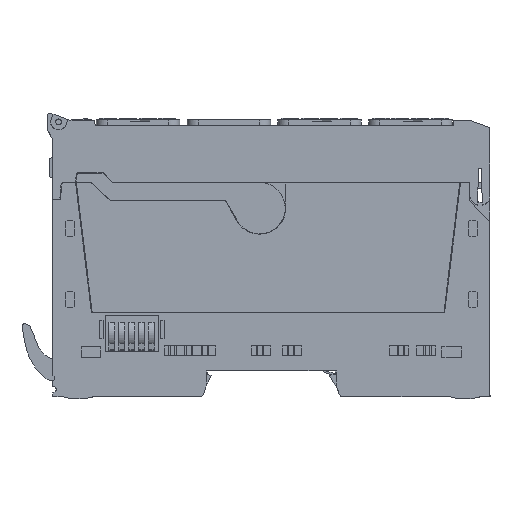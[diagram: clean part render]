
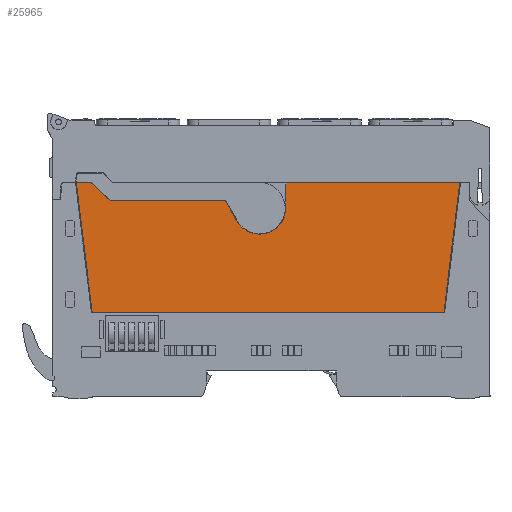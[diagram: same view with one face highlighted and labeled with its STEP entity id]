
A CAD part, left-side view. The second image highlights one B-rep face of the part: STEP entity #25965.
In plain terms, the highlighted planar face has unit normal (-1, 0, 0).
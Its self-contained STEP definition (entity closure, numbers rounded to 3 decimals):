
#3355=AXIS2_PLACEMENT_3D('Plane Axis2P3D',#3352,#3353,#3354) ;
#16158=AXIS2_PLACEMENT_3D('Circle Axis2P3D',#16156,#16157,$) ;
#16203=AXIS2_PLACEMENT_3D('Circle Axis2P3D',#16201,#16202,$) ;
#16268=AXIS2_PLACEMENT_3D('Circle Axis2P3D',#16266,#16267,$) ;
#3352=CARTESIAN_POINT('Axis2P3D Location',(0.,118.817,0.6)) ;
#16008=CARTESIAN_POINT('Vertex',(0.,55.85,52.075)) ;
#16011=CARTESIAN_POINT('Line Origine',(0.,55.85,55.325)) ;
#16015=CARTESIAN_POINT('Vertex',(0.,55.85,58.575)) ;
#16031=CARTESIAN_POINT('Line Origine',(0.,55.6,58.825)) ;
#16035=CARTESIAN_POINT('Vertex',(0.,55.35,59.075)) ;
#16051=CARTESIAN_POINT('Line Origine',(0.,31.799,59.075)) ;
#16055=CARTESIAN_POINT('Vertex',(0.,8.248,59.075)) ;
#16071=CARTESIAN_POINT('Line Origine',(0.,10.421,41.375)) ;
#16075=CARTESIAN_POINT('Vertex',(0.,12.595,23.675)) ;
#16091=CARTESIAN_POINT('Line Origine',(0.,60.65,23.675)) ;
#16095=CARTESIAN_POINT('Vertex',(0.,108.705,23.675)) ;
#16111=CARTESIAN_POINT('Line Origine',(0.,110.879,41.375)) ;
#16115=CARTESIAN_POINT('Vertex',(0.,113.052,59.075)) ;
#16131=CARTESIAN_POINT('Line Origine',(0.,111.224,59.075)) ;
#16135=CARTESIAN_POINT('Vertex',(0.,109.396,59.075)) ;
#16156=CARTESIAN_POINT('Axis2P3D Location',(0.,109.396,58.075)) ;
#16160=CARTESIAN_POINT('Vertex',(0.,108.688,58.782)) ;
#16176=CARTESIAN_POINT('Line Origine',(0.,106.76,56.853)) ;
#16180=CARTESIAN_POINT('Vertex',(0.,104.831,54.924)) ;
#16201=CARTESIAN_POINT('Axis2P3D Location',(0.,102.78,56.975)) ;
#16205=CARTESIAN_POINT('Vertex',(0.,102.78,54.075)) ;
#16221=CARTESIAN_POINT('Line Origine',(0.,87.542,54.075)) ;
#16225=CARTESIAN_POINT('Vertex',(0.,72.303,54.075)) ;
#16241=CARTESIAN_POINT('Line Origine',(0.,70.701,51.3)) ;
#16245=CARTESIAN_POINT('Vertex',(0.,69.099,48.525)) ;
#16266=CARTESIAN_POINT('Axis2P3D Location',(0.,62.95,52.075)) ;
#3353=DIRECTION('Axis2P3D Direction',(1.,0.,0.)) ;
#3354=DIRECTION('Axis2P3D XDirection',(0.,-1.,0.)) ;
#16012=DIRECTION('Vector Direction',(0.,0.,1.)) ;
#16032=DIRECTION('Vector Direction',(0.,-0.707,0.707)) ;
#16052=DIRECTION('Vector Direction',(0.,-1.,0.)) ;
#16072=DIRECTION('Vector Direction',(0.,0.122,-0.993)) ;
#16092=DIRECTION('Vector Direction',(0.,1.,0.)) ;
#16112=DIRECTION('Vector Direction',(0.,0.122,0.993)) ;
#16132=DIRECTION('Vector Direction',(0.,-1.,0.)) ;
#16157=DIRECTION('Axis2P3D Direction',(-1.,0.,0.)) ;
#16177=DIRECTION('Vector Direction',(0.,-0.707,-0.707)) ;
#16202=DIRECTION('Axis2P3D Direction',(-1.,0.,0.)) ;
#16222=DIRECTION('Vector Direction',(0.,-1.,0.)) ;
#16242=DIRECTION('Vector Direction',(0.,-0.5,-0.866)) ;
#16267=DIRECTION('Axis2P3D Direction',(-1.,0.,0.)) ;
#16013=VECTOR('Line Direction',#16012,1.) ;
#16033=VECTOR('Line Direction',#16032,1.) ;
#16053=VECTOR('Line Direction',#16052,1.) ;
#16073=VECTOR('Line Direction',#16072,1.) ;
#16093=VECTOR('Line Direction',#16092,1.) ;
#16113=VECTOR('Line Direction',#16112,1.) ;
#16133=VECTOR('Line Direction',#16132,1.) ;
#16178=VECTOR('Line Direction',#16177,1.) ;
#16223=VECTOR('Line Direction',#16222,1.) ;
#16243=VECTOR('Line Direction',#16242,1.) ;
#25951=ORIENTED_EDGE('',*,*,#16077,.T.) ;
#25952=ORIENTED_EDGE('',*,*,#16057,.T.) ;
#25953=ORIENTED_EDGE('',*,*,#16037,.T.) ;
#25954=ORIENTED_EDGE('',*,*,#16017,.T.) ;
#25955=ORIENTED_EDGE('',*,*,#16270,.T.) ;
#25956=ORIENTED_EDGE('',*,*,#16247,.T.) ;
#25957=ORIENTED_EDGE('',*,*,#16227,.T.) ;
#25958=ORIENTED_EDGE('',*,*,#16207,.T.) ;
#25959=ORIENTED_EDGE('',*,*,#16182,.T.) ;
#25960=ORIENTED_EDGE('',*,*,#16162,.T.) ;
#25961=ORIENTED_EDGE('',*,*,#16137,.T.) ;
#25962=ORIENTED_EDGE('',*,*,#16117,.T.) ;
#25963=ORIENTED_EDGE('',*,*,#16097,.T.) ;
#25965=ADVANCED_FACE('Modul',(#25964),#3356,.F.) ;
#16159=CIRCLE('generated circle',#16158,1.) ;
#16204=CIRCLE('generated circle',#16203,2.9) ;
#16269=CIRCLE('generated circle',#16268,7.1) ;
#16017=EDGE_CURVE('',#16016,#16009,#16014,.F.) ;
#16037=EDGE_CURVE('',#16036,#16016,#16034,.F.) ;
#16057=EDGE_CURVE('',#16056,#16036,#16054,.F.) ;
#16077=EDGE_CURVE('',#16076,#16056,#16074,.F.) ;
#16097=EDGE_CURVE('',#16096,#16076,#16094,.F.) ;
#16117=EDGE_CURVE('',#16116,#16096,#16114,.F.) ;
#16137=EDGE_CURVE('',#16136,#16116,#16134,.F.) ;
#16162=EDGE_CURVE('',#16161,#16136,#16159,.T.) ;
#16182=EDGE_CURVE('',#16181,#16161,#16179,.F.) ;
#16207=EDGE_CURVE('',#16206,#16181,#16204,.F.) ;
#16227=EDGE_CURVE('',#16226,#16206,#16224,.F.) ;
#16247=EDGE_CURVE('',#16246,#16226,#16244,.F.) ;
#16270=EDGE_CURVE('',#16009,#16246,#16269,.F.) ;
#25950=EDGE_LOOP('',(#25951,#25952,#25953,#25954,#25955,#25956,#25957,#25958,#25959,#25960,#25961,#25962,#25963)) ;
#25964=FACE_OUTER_BOUND('',#25950,.T.) ;
#16014=LINE('Line',#16011,#16013) ;
#16034=LINE('Line',#16031,#16033) ;
#16054=LINE('Line',#16051,#16053) ;
#16074=LINE('Line',#16071,#16073) ;
#16094=LINE('Line',#16091,#16093) ;
#16114=LINE('Line',#16111,#16113) ;
#16134=LINE('Line',#16131,#16133) ;
#16179=LINE('Line',#16176,#16178) ;
#16224=LINE('Line',#16221,#16223) ;
#16244=LINE('Line',#16241,#16243) ;
#3356=PLANE('',#3355) ;
#16009=VERTEX_POINT('',#16008) ;
#16016=VERTEX_POINT('',#16015) ;
#16036=VERTEX_POINT('',#16035) ;
#16056=VERTEX_POINT('',#16055) ;
#16076=VERTEX_POINT('',#16075) ;
#16096=VERTEX_POINT('',#16095) ;
#16116=VERTEX_POINT('',#16115) ;
#16136=VERTEX_POINT('',#16135) ;
#16161=VERTEX_POINT('',#16160) ;
#16181=VERTEX_POINT('',#16180) ;
#16206=VERTEX_POINT('',#16205) ;
#16226=VERTEX_POINT('',#16225) ;
#16246=VERTEX_POINT('',#16245) ;
